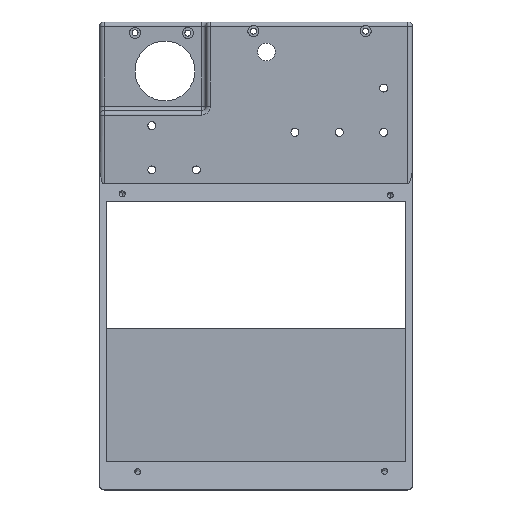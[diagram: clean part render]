
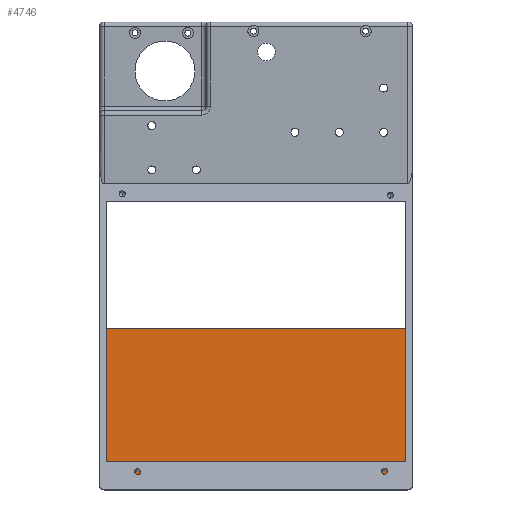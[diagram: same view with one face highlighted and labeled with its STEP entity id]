
A CAD part, top view. The second image highlights one B-rep face of the part: STEP entity #4746.
In plain terms, the highlighted planar face has unit normal (0, 0, 1).
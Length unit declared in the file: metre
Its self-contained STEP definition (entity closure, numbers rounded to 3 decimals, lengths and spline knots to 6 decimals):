
#15 = VECTOR ( 'NONE', #3590, 1. ) ;
#146 = CARTESIAN_POINT ( 'NONE',  ( 0.150669, 0.094337, 0.019 ) ) ;
#428 = ORIENTED_EDGE ( 'NONE', *, *, #2522, .F. ) ;
#519 = CARTESIAN_POINT ( 'NONE',  ( 0.015701, 0.024337, 0.019 ) ) ;
#556 = DIRECTION ( 'NONE',  ( 0., -1., 0. ) ) ;
#574 = CARTESIAN_POINT ( 'NONE',  ( 0.015701, 0.094337, 0.019 ) ) ;
#926 = ORIENTED_EDGE ( 'NONE', *, *, #4305, .T. ) ;
#1187 = EDGE_CURVE ( 'NONE', #3911, #2624, #4132, .T. ) ;
#1271 = VECTOR ( 'NONE', #1847, 1. ) ;
#1547 = CARTESIAN_POINT ( 'NONE',  ( 0.015701, 0.094337, 0.019 ) ) ;
#1579 = DIRECTION ( 'NONE',  ( -1., 0., 0. ) ) ;
#1847 = DIRECTION ( 'NONE',  ( 1., 0., 0. ) ) ;
#2068 = AXIS2_PLACEMENT_3D ( 'NONE', #574, #3501, #1579 ) ;
#2384 = CARTESIAN_POINT ( 'NONE',  ( 0.150669, 0.094337, 0.019 ) ) ;
#2511 = CARTESIAN_POINT ( 'NONE',  ( 0.150669, 0.024337, 0.019 ) ) ;
#2522 = EDGE_CURVE ( 'NONE', #4735, #4479, #4722, .T. ) ;
#2604 = EDGE_CURVE ( 'NONE', #4479, #2624, #4333, .T. ) ;
#2624 = VERTEX_POINT ( 'NONE', #2511 ) ;
#2712 = VECTOR ( 'NONE', #4772, 1. ) ;
#2729 = LINE ( 'NONE', #3643, #15 ) ;
#2745 = ORIENTED_EDGE ( 'NONE', *, *, #1187, .T. ) ;
#3038 = EDGE_LOOP ( 'NONE', ( #2745, #4586, #428, #926 ) ) ;
#3306 = VECTOR ( 'NONE', #556, 1. ) ;
#3501 = DIRECTION ( 'NONE',  ( 0., 0., -1. ) ) ;
#3590 = DIRECTION ( 'NONE',  ( 0., -1., 0. ) ) ;
#3643 = CARTESIAN_POINT ( 'NONE',  ( 0.015701, 0.094337, 0.019 ) ) ;
#3679 = PLANE ( 'NONE',  #2068 ) ;
#3800 = CARTESIAN_POINT ( 'NONE',  ( 0.015701, 0.024337, 0.019 ) ) ;
#3911 = VERTEX_POINT ( 'NONE', #519 ) ;
#4132 = LINE ( 'NONE', #3800, #1271 ) ;
#4305 = EDGE_CURVE ( 'NONE', #4735, #3911, #2729, .T. ) ;
#4316 = FACE_OUTER_BOUND ( 'NONE', #3038, .T. ) ;
#4333 = LINE ( 'NONE', #2384, #3306 ) ;
#4479 = VERTEX_POINT ( 'NONE', #146 ) ;
#4586 = ORIENTED_EDGE ( 'NONE', *, *, #2604, .F. ) ;
#4670 = CARTESIAN_POINT ( 'NONE',  ( 0.015701, 0.094337, 0.019 ) ) ;
#4722 = LINE ( 'NONE', #1547, #2712 ) ;
#4735 = VERTEX_POINT ( 'NONE', #4670 ) ;
#4746 = ADVANCED_FACE ( 'NONE', ( #4316 ), #3679, .F. ) ;
#4772 = DIRECTION ( 'NONE',  ( 1., 0., 0. ) ) ;
